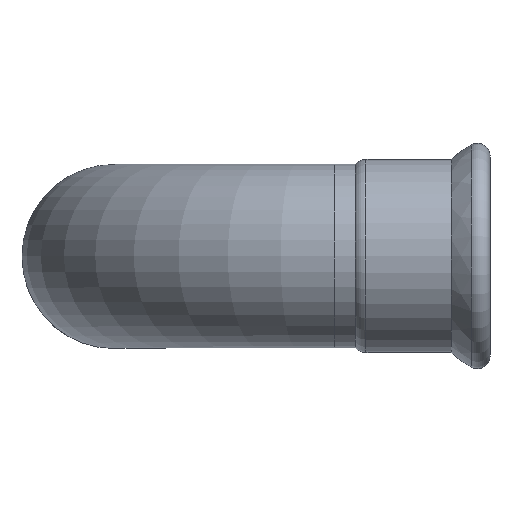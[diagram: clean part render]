
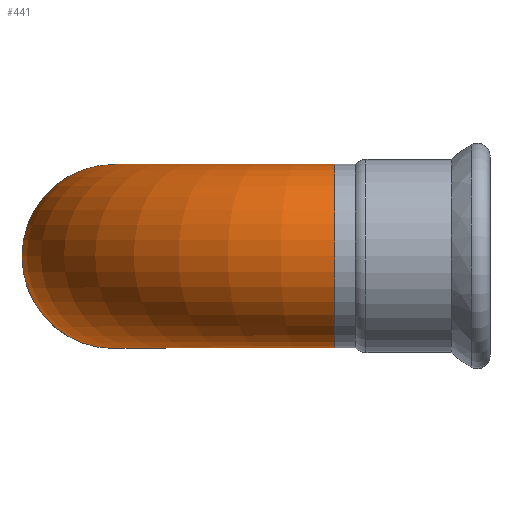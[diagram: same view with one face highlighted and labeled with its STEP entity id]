
A CAD part, top view. The second image highlights one B-rep face of the part: STEP entity #441.
In plain terms, the highlighted toroidal (fillet/blend) face has major radius 107 mm and minor radius 44.45 mm.
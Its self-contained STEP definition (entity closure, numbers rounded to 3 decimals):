
#23=TOROIDAL_SURFACE('',#512,107.,44.45);
#69=FACE_OUTER_BOUND('',#90,.T.);
#90=EDGE_LOOP('',(#345,#346,#347,#348,#349,#350));
#120=CIRCLE('',#493,44.45);
#121=CIRCLE('',#494,44.45);
#134=CIRCLE('',#513,62.55);
#135=CIRCLE('',#514,44.45);
#136=CIRCLE('',#515,44.45);
#178=VERTEX_POINT('',#791);
#179=VERTEX_POINT('',#793);
#191=VERTEX_POINT('',#829);
#192=VERTEX_POINT('',#831);
#234=EDGE_CURVE('',#179,#178,#120,.T.);
#235=EDGE_CURVE('',#178,#179,#121,.T.);
#252=EDGE_CURVE('',#178,#191,#134,.T.);
#253=EDGE_CURVE('',#192,#191,#135,.T.);
#254=EDGE_CURVE('',#191,#192,#136,.T.);
#345=ORIENTED_EDGE('',*,*,#234,.T.);
#346=ORIENTED_EDGE('',*,*,#252,.T.);
#347=ORIENTED_EDGE('',*,*,#253,.F.);
#348=ORIENTED_EDGE('',*,*,#254,.F.);
#349=ORIENTED_EDGE('',*,*,#252,.F.);
#350=ORIENTED_EDGE('',*,*,#235,.T.);
#441=ADVANCED_FACE('',(#69),#23,.T.);
#493=AXIS2_PLACEMENT_3D('',#794,#597,#598);
#494=AXIS2_PLACEMENT_3D('',#795,#599,#600);
#512=AXIS2_PLACEMENT_3D('',#828,#639,#640);
#513=AXIS2_PLACEMENT_3D('',#830,#641,#642);
#514=AXIS2_PLACEMENT_3D('',#832,#643,#644);
#515=AXIS2_PLACEMENT_3D('',#833,#645,#646);
#597=DIRECTION('center_axis',(0.,0.,1.));
#598=DIRECTION('ref_axis',(1.,0.,0.));
#599=DIRECTION('center_axis',(0.,0.,1.));
#600=DIRECTION('ref_axis',(1.,0.,0.));
#639=DIRECTION('center_axis',(0.,-1.,0.));
#640=DIRECTION('ref_axis',(0.,0.,-1.));
#641=DIRECTION('center_axis',(0.,1.,0.));
#642=DIRECTION('ref_axis',(0.,0.,-1.));
#643=DIRECTION('center_axis',(1.,0.,0.));
#644=DIRECTION('ref_axis',(0.,1.,0.));
#645=DIRECTION('center_axis',(1.,0.,0.));
#646=DIRECTION('ref_axis',(0.,1.,0.));
#791=CARTESIAN_POINT('',(-62.55,0.,0.));
#793=CARTESIAN_POINT('',(-107.,-44.45,0.));
#794=CARTESIAN_POINT('Origin',(-107.,0.,0.));
#795=CARTESIAN_POINT('Origin',(-107.,0.,0.));
#828=CARTESIAN_POINT('Origin',(0.,0.,0.));
#829=CARTESIAN_POINT('',(0.,0.,62.55));
#830=CARTESIAN_POINT('Origin',(0.,0.,0.));
#831=CARTESIAN_POINT('',(0.,-44.45,107.));
#832=CARTESIAN_POINT('Origin',(0.,0.,107.));
#833=CARTESIAN_POINT('Origin',(0.,0.,107.));
